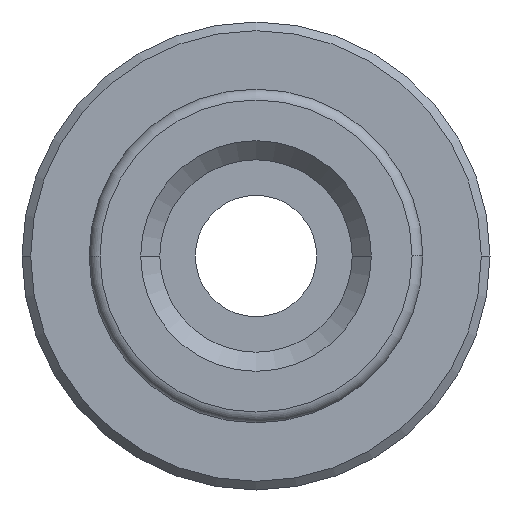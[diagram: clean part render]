
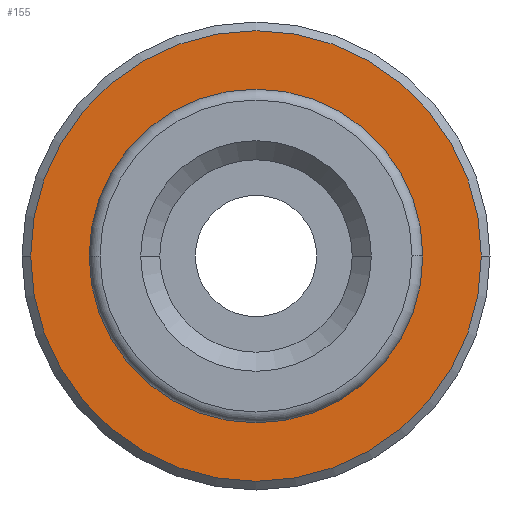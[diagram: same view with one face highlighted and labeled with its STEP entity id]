
A CAD part, front view. The second image highlights one B-rep face of the part: STEP entity #155.
In plain terms, the highlighted planar face has unit normal (0, -1, 0).
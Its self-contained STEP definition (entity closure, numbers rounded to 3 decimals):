
#155=ADVANCED_FACE('',(#344,#345),#346,.T.);
#344=FACE_OUTER_BOUND('',#565,.T.);
#345=FACE_BOUND('',#566,.T.);
#346=PLANE('',#567);
#565=EDGE_LOOP('',(#934,#935));
#566=EDGE_LOOP('',(#936,#937));
#567=AXIS2_PLACEMENT_3D('',#938,#939,#940);
#934=ORIENTED_EDGE('',*,*,#1337,.F.);
#935=ORIENTED_EDGE('',*,*,#1345,.F.);
#936=ORIENTED_EDGE('',*,*,#1346,.F.);
#937=ORIENTED_EDGE('',*,*,#1319,.F.);
#938=CARTESIAN_POINT('',(6.5,3.7,0.0));
#939=DIRECTION('',(-0.0,-1.0,-0.0));
#940=DIRECTION('',(-1.0,0.0,0.0));
#1319=EDGE_CURVE('',#1583,#1585,#1586,.T.);
#1337=EDGE_CURVE('',#1607,#1609,#1610,.T.);
#1345=EDGE_CURVE('',#1609,#1607,#1618,.T.);
#1346=EDGE_CURVE('',#1585,#1583,#1619,.T.);
#1583=VERTEX_POINT('',#1894);
#1585=VERTEX_POINT('',#1897);
#1586=CIRCLE('',#1898,9.0);
#1607=VERTEX_POINT('',#1922);
#1609=VERTEX_POINT('',#1925);
#1610=CIRCLE('',#1926,13.0);
#1618=CIRCLE('',#1937,13.0);
#1619=CIRCLE('',#1938,9.0);
#1894=CARTESIAN_POINT('',(9.0,3.7,0.));
#1897=CARTESIAN_POINT('',(-9.0,3.7,0.));
#1898=AXIS2_PLACEMENT_3D('',#2207,#2208,#2209);
#1922=CARTESIAN_POINT('',(13.0,3.7,0.0));
#1925=CARTESIAN_POINT('',(-13.0,3.7,0.));
#1926=AXIS2_PLACEMENT_3D('',#2238,#2239,#2240);
#1937=AXIS2_PLACEMENT_3D('',#2247,#2248,#2249);
#1938=AXIS2_PLACEMENT_3D('',#2250,#2251,#2252);
#2207=CARTESIAN_POINT('',(0.0,3.7,0.0));
#2208=DIRECTION('',(0.0,-1.0,-0.0));
#2209=DIRECTION('',(1.0,0.0,0.0));
#2238=CARTESIAN_POINT('',(0.0,3.7,0.0));
#2239=DIRECTION('',(-0.0,1.0,0.0));
#2240=DIRECTION('',(1.0,0.0,0.0));
#2247=CARTESIAN_POINT('',(0.0,3.7,0.0));
#2248=DIRECTION('',(-0.0,1.0,0.0));
#2249=DIRECTION('',(1.0,0.0,0.0));
#2250=CARTESIAN_POINT('',(0.0,3.7,0.0));
#2251=DIRECTION('',(0.0,-1.0,-0.0));
#2252=DIRECTION('',(1.0,0.0,0.0));
